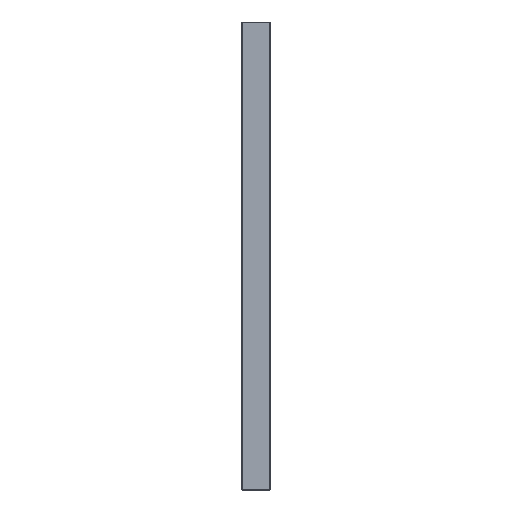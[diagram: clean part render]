
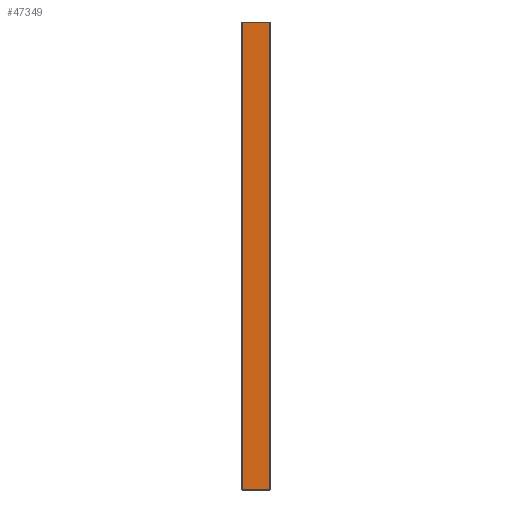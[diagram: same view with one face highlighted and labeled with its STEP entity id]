
A CAD part, front view. The second image highlights one B-rep face of the part: STEP entity #47349.
In plain terms, the highlighted planar face has unit normal (0, -1, 0).
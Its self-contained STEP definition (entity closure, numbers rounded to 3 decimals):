
#36687 = PLANE('',#36688);
#36688 = AXIS2_PLACEMENT_3D('',#36689,#36690,#36691);
#36689 = CARTESIAN_POINT('',(7.5,-15.45,0.05));
#36690 = DIRECTION('',(0.,0.707,0.707));
#36691 = DIRECTION('',(1.,0.,0.));
#36995 = PLANE('',#36996);
#36996 = AXIS2_PLACEMENT_3D('',#36997,#36998,#36999);
#36997 = CARTESIAN_POINT('',(7.5,-15.45,249.95));
#36998 = DIRECTION('',(0.,-0.707,
    0.707));
#36999 = DIRECTION('',(1.,0.,0.));
#37282 = PLANE('',#37283);
#37283 = AXIS2_PLACEMENT_3D('',#37284,#37285,#37286);
#37284 = CARTESIAN_POINT('',(-7.4,-15.4,0.));
#37285 = DIRECTION('',(-0.707,-0.707,
    0.));
#37286 = DIRECTION('',(0.,0.,1.));
#40939 = VERTEX_POINT('',#40940);
#40940 = CARTESIAN_POINT('',(7.4,-15.5,0.1));
#40961 = EDGE_CURVE('',#40939,#40962,#40964,.T.);
#40962 = VERTEX_POINT('',#40963);
#40963 = CARTESIAN_POINT('',(-7.3,-15.5,0.1));
#40964 = SURFACE_CURVE('',#40965,(#40969,#40976),.PCURVE_S1.);
#40965 = LINE('',#40966,#40967);
#40966 = CARTESIAN_POINT('',(7.5,-15.5,0.1));
#40967 = VECTOR('',#40968,1.);
#40968 = DIRECTION('',(-1.,0.,0.));
#40969 = PCURVE('',#36687,#40970);
#40970 = DEFINITIONAL_REPRESENTATION('',(#40971),#40975);
#40971 = LINE('',#40972,#40973);
#40972 = CARTESIAN_POINT('',(0.,-0.071));
#40973 = VECTOR('',#40974,1.);
#40974 = DIRECTION('',(-1.,0.));
#40975 = ( GEOMETRIC_REPRESENTATION_CONTEXT(2) 
PARAMETRIC_REPRESENTATION_CONTEXT() REPRESENTATION_CONTEXT('2D SPACE',''
  ) );
#40976 = PCURVE('',#40977,#40982);
#40977 = PLANE('',#40978);
#40978 = AXIS2_PLACEMENT_3D('',#40979,#40980,#40981);
#40979 = CARTESIAN_POINT('',(7.5,-15.5,0.));
#40980 = DIRECTION('',(0.,-1.,0.));
#40981 = DIRECTION('',(-1.,0.,0.));
#40982 = DEFINITIONAL_REPRESENTATION('',(#40983),#40987);
#40983 = LINE('',#40984,#40985);
#40984 = CARTESIAN_POINT('',(0.,-0.1));
#40985 = VECTOR('',#40986,1.);
#40986 = DIRECTION('',(1.,0.));
#40987 = ( GEOMETRIC_REPRESENTATION_CONTEXT(2) 
PARAMETRIC_REPRESENTATION_CONTEXT() REPRESENTATION_CONTEXT('2D SPACE',''
  ) );
#41254 = VERTEX_POINT('',#41255);
#41255 = CARTESIAN_POINT('',(7.4,-15.5,249.9));
#41276 = EDGE_CURVE('',#41254,#41277,#41279,.T.);
#41277 = VERTEX_POINT('',#41278);
#41278 = CARTESIAN_POINT('',(-7.3,-15.5,249.9));
#41279 = SURFACE_CURVE('',#41280,(#41284,#41291),.PCURVE_S1.);
#41280 = LINE('',#41281,#41282);
#41281 = CARTESIAN_POINT('',(7.5,-15.5,249.9));
#41282 = VECTOR('',#41283,1.);
#41283 = DIRECTION('',(-1.,0.,0.));
#41284 = PCURVE('',#36995,#41285);
#41285 = DEFINITIONAL_REPRESENTATION('',(#41286),#41290);
#41286 = LINE('',#41287,#41288);
#41287 = CARTESIAN_POINT('',(0.,-0.071));
#41288 = VECTOR('',#41289,1.);
#41289 = DIRECTION('',(-1.,0.));
#41290 = ( GEOMETRIC_REPRESENTATION_CONTEXT(2) 
PARAMETRIC_REPRESENTATION_CONTEXT() REPRESENTATION_CONTEXT('2D SPACE',''
  ) );
#41291 = PCURVE('',#40977,#41292);
#41292 = DEFINITIONAL_REPRESENTATION('',(#41293),#41297);
#41293 = LINE('',#41294,#41295);
#41294 = CARTESIAN_POINT('',(0.,-249.9));
#41295 = VECTOR('',#41296,1.);
#41296 = DIRECTION('',(1.,0.));
#41297 = ( GEOMETRIC_REPRESENTATION_CONTEXT(2) 
PARAMETRIC_REPRESENTATION_CONTEXT() REPRESENTATION_CONTEXT('2D SPACE',''
  ) );
#41433 = EDGE_CURVE('',#40962,#41277,#41434,.T.);
#41434 = SURFACE_CURVE('',#41435,(#41439,#41446),.PCURVE_S1.);
#41435 = LINE('',#41436,#41437);
#41436 = CARTESIAN_POINT('',(-7.3,-15.5,0.));
#41437 = VECTOR('',#41438,1.);
#41438 = DIRECTION('',(0.,0.,1.));
#41439 = PCURVE('',#37282,#41440);
#41440 = DEFINITIONAL_REPRESENTATION('',(#41441),#41445);
#41441 = LINE('',#41442,#41443);
#41442 = CARTESIAN_POINT('',(0.,-0.141));
#41443 = VECTOR('',#41444,1.);
#41444 = DIRECTION('',(1.,0.));
#41445 = ( GEOMETRIC_REPRESENTATION_CONTEXT(2) 
PARAMETRIC_REPRESENTATION_CONTEXT() REPRESENTATION_CONTEXT('2D SPACE',''
  ) );
#41446 = PCURVE('',#40977,#41447);
#41447 = DEFINITIONAL_REPRESENTATION('',(#41448),#41452);
#41448 = LINE('',#41449,#41450);
#41449 = CARTESIAN_POINT('',(14.8,0.));
#41450 = VECTOR('',#41451,1.);
#41451 = DIRECTION('',(0.,-1.));
#41452 = ( GEOMETRIC_REPRESENTATION_CONTEXT(2) 
PARAMETRIC_REPRESENTATION_CONTEXT() REPRESENTATION_CONTEXT('2D SPACE',''
  ) );
#47156 = PLANE('',#47157);
#47157 = AXIS2_PLACEMENT_3D('',#47158,#47159,#47160);
#47158 = CARTESIAN_POINT('',(7.45,-15.45,0.));
#47159 = DIRECTION('',(0.707,-0.707,0.));
#47160 = DIRECTION('',(0.,0.,1.));
#47349 = ADVANCED_FACE('',(#47350),#40977,.T.);
#47350 = FACE_BOUND('',#47351,.T.);
#47351 = EDGE_LOOP('',(#47352,#47373,#47374,#47375));
#47352 = ORIENTED_EDGE('',*,*,#47353,.T.);
#47353 = EDGE_CURVE('',#40939,#41254,#47354,.T.);
#47354 = SURFACE_CURVE('',#47355,(#47359,#47366),.PCURVE_S1.);
#47355 = LINE('',#47356,#47357);
#47356 = CARTESIAN_POINT('',(7.4,-15.5,0.));
#47357 = VECTOR('',#47358,1.);
#47358 = DIRECTION('',(0.,0.,1.));
#47359 = PCURVE('',#40977,#47360);
#47360 = DEFINITIONAL_REPRESENTATION('',(#47361),#47365);
#47361 = LINE('',#47362,#47363);
#47362 = CARTESIAN_POINT('',(0.1,0.));
#47363 = VECTOR('',#47364,1.);
#47364 = DIRECTION('',(0.,-1.));
#47365 = ( GEOMETRIC_REPRESENTATION_CONTEXT(2) 
PARAMETRIC_REPRESENTATION_CONTEXT() REPRESENTATION_CONTEXT('2D SPACE',''
  ) );
#47366 = PCURVE('',#47156,#47367);
#47367 = DEFINITIONAL_REPRESENTATION('',(#47368),#47372);
#47368 = LINE('',#47369,#47370);
#47369 = CARTESIAN_POINT('',(0.,0.071));
#47370 = VECTOR('',#47371,1.);
#47371 = DIRECTION('',(1.,0.));
#47372 = ( GEOMETRIC_REPRESENTATION_CONTEXT(2) 
PARAMETRIC_REPRESENTATION_CONTEXT() REPRESENTATION_CONTEXT('2D SPACE',''
  ) );
#47373 = ORIENTED_EDGE('',*,*,#41276,.T.);
#47374 = ORIENTED_EDGE('',*,*,#41433,.F.);
#47375 = ORIENTED_EDGE('',*,*,#40961,.F.);
